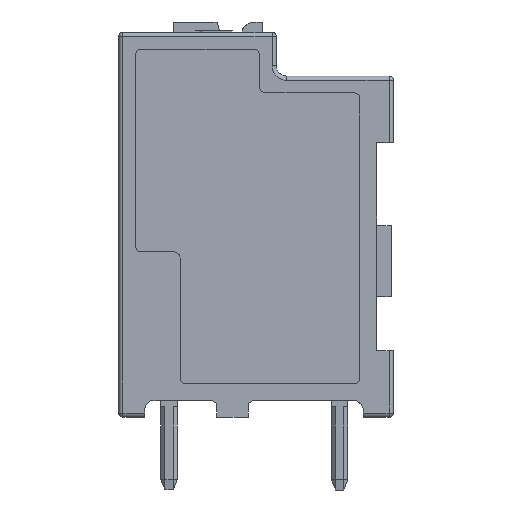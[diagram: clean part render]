
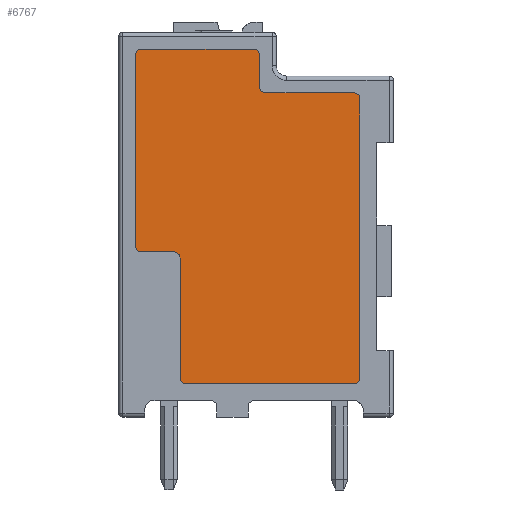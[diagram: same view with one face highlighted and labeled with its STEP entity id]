
A CAD part, left-side view. The second image highlights one B-rep face of the part: STEP entity #6767.
In plain terms, the highlighted planar face has unit normal (-1, 0, 0).
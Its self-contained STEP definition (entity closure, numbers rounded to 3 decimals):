
#86=AXIS2_PLACEMENT_3D('Circle Axis2P3D',#84,#85,$) ;
#191=AXIS2_PLACEMENT_3D('Circle Axis2P3D',#189,#190,$) ;
#273=AXIS2_PLACEMENT_3D('Circle Axis2P3D',#271,#272,$) ;
#6559=AXIS2_PLACEMENT_3D('Circle Axis2P3D',#6557,#6558,$) ;
#6609=AXIS2_PLACEMENT_3D('Circle Axis2P3D',#6607,#6608,$) ;
#6677=AXIS2_PLACEMENT_3D('Circle Axis2P3D',#6675,#6676,$) ;
#6695=AXIS2_PLACEMENT_3D('Circle Axis2P3D',#6693,#6694,$) ;
#6733=AXIS2_PLACEMENT_3D('Circle Axis2P3D',#6731,#6732,$) ;
#6747=AXIS2_PLACEMENT_3D('Plane Axis2P3D',#6744,#6745,#6746) ;
#40=CARTESIAN_POINT('Vertex',(0.8,12.4,11.75)) ;
#45=CARTESIAN_POINT('Line Origine',(0.8,12.4,16.325)) ;
#49=CARTESIAN_POINT('Vertex',(0.8,12.4,20.9)) ;
#84=CARTESIAN_POINT('Axis2P3D Location',(0.8,12.1,11.75)) ;
#88=CARTESIAN_POINT('Vertex',(0.8,12.1,11.45)) ;
#116=CARTESIAN_POINT('Line Origine',(0.8,11.325,11.45)) ;
#120=CARTESIAN_POINT('Vertex',(0.8,10.55,11.45)) ;
#148=CARTESIAN_POINT('Line Origine',(0.8,10.25,8.275)) ;
#152=CARTESIAN_POINT('Vertex',(0.8,10.25,11.15)) ;
#154=CARTESIAN_POINT('Vertex',(0.8,10.25,5.4)) ;
#189=CARTESIAN_POINT('Axis2P3D Location',(0.8,9.95,5.4)) ;
#193=CARTESIAN_POINT('Vertex',(0.8,9.95,5.1)) ;
#227=CARTESIAN_POINT('Vertex',(0.8,1.6,5.4)) ;
#241=CARTESIAN_POINT('Vertex',(0.8,1.6,18.8)) ;
#244=CARTESIAN_POINT('Line Origine',(0.8,1.6,12.1)) ;
#268=CARTESIAN_POINT('Vertex',(0.8,6.43,19.4)) ;
#271=CARTESIAN_POINT('Axis2P3D Location',(0.8,6.13,19.4)) ;
#275=CARTESIAN_POINT('Vertex',(0.8,6.13,19.1)) ;
#6557=CARTESIAN_POINT('Axis2P3D Location',(0.8,12.1,20.9)) ;
#6561=CARTESIAN_POINT('Vertex',(0.8,12.1,21.2)) ;
#6582=CARTESIAN_POINT('Line Origine',(0.8,9.415,21.2)) ;
#6586=CARTESIAN_POINT('Vertex',(0.8,6.73,21.2)) ;
#6607=CARTESIAN_POINT('Axis2P3D Location',(0.8,6.73,20.9)) ;
#6611=CARTESIAN_POINT('Vertex',(0.8,6.43,20.9)) ;
#6632=CARTESIAN_POINT('Line Origine',(0.8,6.43,20.15)) ;
#6650=CARTESIAN_POINT('Line Origine',(0.8,4.015,19.1)) ;
#6654=CARTESIAN_POINT('Vertex',(0.8,1.9,19.1)) ;
#6675=CARTESIAN_POINT('Axis2P3D Location',(0.8,1.9,18.8)) ;
#6693=CARTESIAN_POINT('Axis2P3D Location',(0.8,1.9,5.4)) ;
#6697=CARTESIAN_POINT('Vertex',(0.8,1.9,5.1)) ;
#6713=CARTESIAN_POINT('Line Origine',(0.8,5.925,5.1)) ;
#6731=CARTESIAN_POINT('Axis2P3D Location',(0.8,10.55,11.15)) ;
#6744=CARTESIAN_POINT('Axis2P3D Location',(0.8,21.33,-6.45)) ;
#46=DIRECTION('Vector Direction',(0.,0.,-1.)) ;
#85=DIRECTION('Axis2P3D Direction',(-1.,0.,0.)) ;
#117=DIRECTION('Vector Direction',(0.,-1.,0.)) ;
#149=DIRECTION('Vector Direction',(0.,0.,-1.)) ;
#190=DIRECTION('Axis2P3D Direction',(-1.,0.,0.)) ;
#245=DIRECTION('Vector Direction',(0.,0.,1.)) ;
#272=DIRECTION('Axis2P3D Direction',(1.,0.,0.)) ;
#6558=DIRECTION('Axis2P3D Direction',(1.,0.,0.)) ;
#6583=DIRECTION('Vector Direction',(0.,-1.,0.)) ;
#6608=DIRECTION('Axis2P3D Direction',(1.,0.,-0.)) ;
#6633=DIRECTION('Vector Direction',(0.,0.,-1.)) ;
#6651=DIRECTION('Vector Direction',(0.,-1.,0.)) ;
#6676=DIRECTION('Axis2P3D Direction',(1.,0.,-0.)) ;
#6694=DIRECTION('Axis2P3D Direction',(1.,0.,0.)) ;
#6714=DIRECTION('Vector Direction',(0.,1.,0.)) ;
#6732=DIRECTION('Axis2P3D Direction',(-1.,0.,0.)) ;
#6745=DIRECTION('Axis2P3D Direction',(-1.,0.,0.)) ;
#6746=DIRECTION('Axis2P3D XDirection',(0.,-1.,0.)) ;
#47=VECTOR('Line Direction',#46,1.) ;
#118=VECTOR('Line Direction',#117,1.) ;
#150=VECTOR('Line Direction',#149,1.) ;
#246=VECTOR('Line Direction',#245,1.) ;
#6584=VECTOR('Line Direction',#6583,1.) ;
#6634=VECTOR('Line Direction',#6633,1.) ;
#6652=VECTOR('Line Direction',#6651,1.) ;
#6715=VECTOR('Line Direction',#6714,1.) ;
#6750=ORIENTED_EDGE('',*,*,#51,.T.) ;
#6751=ORIENTED_EDGE('',*,*,#90,.T.) ;
#6752=ORIENTED_EDGE('',*,*,#122,.T.) ;
#6753=ORIENTED_EDGE('',*,*,#6735,.F.) ;
#6754=ORIENTED_EDGE('',*,*,#156,.T.) ;
#6755=ORIENTED_EDGE('',*,*,#195,.T.) ;
#6756=ORIENTED_EDGE('',*,*,#6717,.F.) ;
#6757=ORIENTED_EDGE('',*,*,#6699,.F.) ;
#6758=ORIENTED_EDGE('',*,*,#248,.T.) ;
#6759=ORIENTED_EDGE('',*,*,#6679,.F.) ;
#6760=ORIENTED_EDGE('',*,*,#6656,.F.) ;
#6761=ORIENTED_EDGE('',*,*,#277,.T.) ;
#6762=ORIENTED_EDGE('',*,*,#6636,.F.) ;
#6763=ORIENTED_EDGE('',*,*,#6613,.F.) ;
#6764=ORIENTED_EDGE('',*,*,#6588,.F.) ;
#6765=ORIENTED_EDGE('',*,*,#6563,.F.) ;
#6767=ADVANCED_FACE('model',(#6766),#6748,.T.) ;
#87=CIRCLE('generated circle',#86,0.3) ;
#192=CIRCLE('generated circle',#191,0.3) ;
#274=CIRCLE('generated circle',#273,0.3) ;
#6560=CIRCLE('generated circle',#6559,0.3) ;
#6610=CIRCLE('generated circle',#6609,0.3) ;
#6678=CIRCLE('generated circle',#6677,0.3) ;
#6696=CIRCLE('generated circle',#6695,0.3) ;
#6734=CIRCLE('generated circle',#6733,0.3) ;
#51=EDGE_CURVE('',#50,#41,#48,.T.) ;
#90=EDGE_CURVE('',#41,#89,#87,.T.) ;
#122=EDGE_CURVE('',#89,#121,#119,.T.) ;
#156=EDGE_CURVE('',#153,#155,#151,.T.) ;
#195=EDGE_CURVE('',#155,#194,#192,.T.) ;
#248=EDGE_CURVE('',#228,#242,#247,.T.) ;
#277=EDGE_CURVE('',#276,#269,#274,.T.) ;
#6563=EDGE_CURVE('',#50,#6562,#6560,.T.) ;
#6588=EDGE_CURVE('',#6562,#6587,#6585,.T.) ;
#6613=EDGE_CURVE('',#6587,#6612,#6610,.T.) ;
#6636=EDGE_CURVE('',#6612,#269,#6635,.T.) ;
#6656=EDGE_CURVE('',#276,#6655,#6653,.T.) ;
#6679=EDGE_CURVE('',#6655,#242,#6678,.T.) ;
#6699=EDGE_CURVE('',#228,#6698,#6696,.T.) ;
#6717=EDGE_CURVE('',#6698,#194,#6716,.T.) ;
#6735=EDGE_CURVE('',#153,#121,#6734,.T.) ;
#6749=EDGE_LOOP('',(#6750,#6751,#6752,#6753,#6754,#6755,#6756,#6757,#6758,#6759,#6760,#6761,#6762,#6763,#6764,#6765)) ;
#6766=FACE_OUTER_BOUND('',#6749,.T.) ;
#48=LINE('Line',#45,#47) ;
#119=LINE('Line',#116,#118) ;
#151=LINE('Line',#148,#150) ;
#247=LINE('Line',#244,#246) ;
#6585=LINE('Line',#6582,#6584) ;
#6635=LINE('Line',#6632,#6634) ;
#6653=LINE('Line',#6650,#6652) ;
#6716=LINE('Line',#6713,#6715) ;
#6748=PLANE('',#6747) ;
#41=VERTEX_POINT('',#40) ;
#50=VERTEX_POINT('',#49) ;
#89=VERTEX_POINT('',#88) ;
#121=VERTEX_POINT('',#120) ;
#153=VERTEX_POINT('',#152) ;
#155=VERTEX_POINT('',#154) ;
#194=VERTEX_POINT('',#193) ;
#228=VERTEX_POINT('',#227) ;
#242=VERTEX_POINT('',#241) ;
#269=VERTEX_POINT('',#268) ;
#276=VERTEX_POINT('',#275) ;
#6562=VERTEX_POINT('',#6561) ;
#6587=VERTEX_POINT('',#6586) ;
#6612=VERTEX_POINT('',#6611) ;
#6655=VERTEX_POINT('',#6654) ;
#6698=VERTEX_POINT('',#6697) ;
